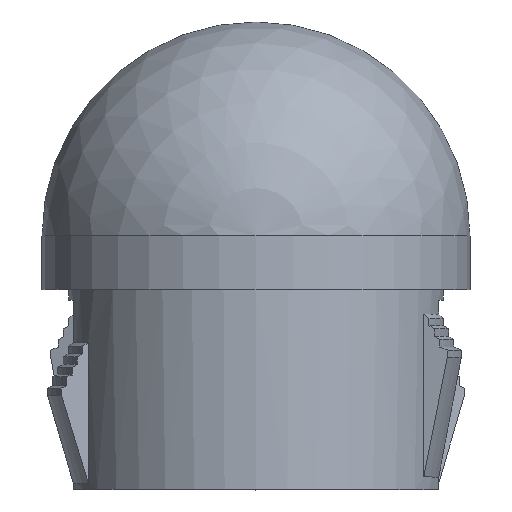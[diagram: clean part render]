
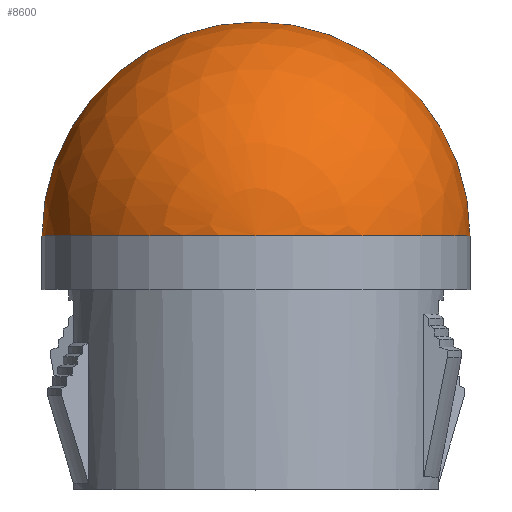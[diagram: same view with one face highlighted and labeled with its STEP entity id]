
A CAD part, top view. The second image highlights one B-rep face of the part: STEP entity #8600.
In plain terms, the highlighted spherical face has radius 5.08 mm.
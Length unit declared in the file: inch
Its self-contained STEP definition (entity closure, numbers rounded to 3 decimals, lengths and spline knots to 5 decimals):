
#78 = DIRECTION ( 'NONE',  ( 1., 0., 0. ) ) ;
#361 = DIRECTION ( 'NONE',  ( 0., 0., 1. ) ) ;
#1554 = AXIS2_PLACEMENT_3D ( 'NONE', #2837, #13667, #4407 ) ;
#2837 = CARTESIAN_POINT ( 'NONE',  ( 0., 0.237, 0. ) ) ;
#3353 = EDGE_CURVE ( 'NONE', #3984, #9235, #8250, .T. ) ;
#3652 = CARTESIAN_POINT ( 'NONE',  ( 0., 0.437, 0. ) ) ;
#3984 = VERTEX_POINT ( 'NONE', #16753 ) ;
#3998 = AXIS2_PLACEMENT_3D ( 'NONE', #9628, #361, #11186 ) ;
#4301 = CARTESIAN_POINT ( 'NONE',  ( 0., 0.237, 0. ) ) ;
#4407 = DIRECTION ( 'NONE',  ( -1., 0., 0. ) ) ;
#5116 = ORIENTED_EDGE ( 'NONE', *, *, #17691, .T. ) ;
#6032 = FACE_OUTER_BOUND ( 'NONE', #8636, .T. ) ;
#7247 = DIRECTION ( 'NONE',  ( 0., 0., 1. ) ) ;
#7494 = AXIS2_PLACEMENT_3D ( 'NONE', #4301, #15156, #78 ) ;
#7991 = CIRCLE ( 'NONE', #1554, 0.2 ) ;
#8250 = CIRCLE ( 'NONE', #7494, 0.2 ) ;
#8600 = ADVANCED_FACE ( 'NONE', ( #6032 ), #18389, .T. ) ;
#8636 = EDGE_LOOP ( 'NONE', ( #8777, #5116, #13132 ) ) ;
#8777 = ORIENTED_EDGE ( 'NONE', *, *, #14711, .F. ) ;
#9235 = VERTEX_POINT ( 'NONE', #9319 ) ;
#9319 = CARTESIAN_POINT ( 'NONE',  ( -0.2, 0.237, 0. ) ) ;
#9628 = CARTESIAN_POINT ( 'NONE',  ( 0., 0.237, 0. ) ) ;
#11186 = DIRECTION ( 'NONE',  ( 1., 0., 0. ) ) ;
#11833 = CARTESIAN_POINT ( 'NONE',  ( 0., 0.237, 0. ) ) ;
#13023 = VERTEX_POINT ( 'NONE', #3652 ) ;
#13132 = ORIENTED_EDGE ( 'NONE', *, *, #3353, .F. ) ;
#13667 = DIRECTION ( 'NONE',  ( 0., 0., -1. ) ) ;
#14711 = EDGE_CURVE ( 'NONE', #13023, #3984, #7991, .T. ) ;
#15156 = DIRECTION ( 'NONE',  ( 0., -1., 0. ) ) ;
#16369 = CIRCLE ( 'NONE', #3998, 0.2 ) ;
#16753 = CARTESIAN_POINT ( 'NONE',  ( 0.2, 0.237, 0. ) ) ;
#17691 = EDGE_CURVE ( 'NONE', #13023, #9235, #16369, .T. ) ;
#18066 = DIRECTION ( 'NONE',  ( 1., 0., 0. ) ) ;
#18389 = SPHERICAL_SURFACE ( 'NONE', #18980, 0.2 ) ;
#18980 = AXIS2_PLACEMENT_3D ( 'NONE', #11833, #7247, #18066 ) ;
